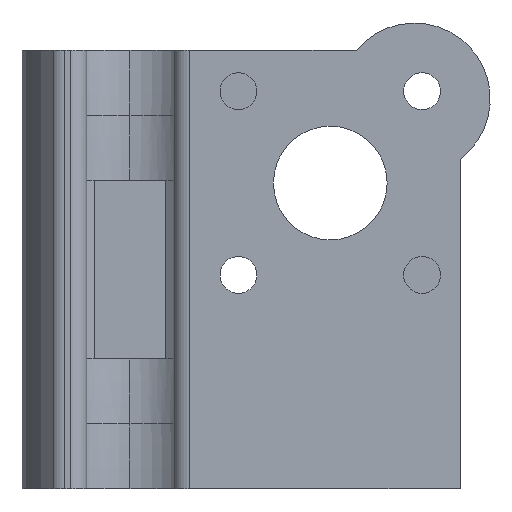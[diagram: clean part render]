
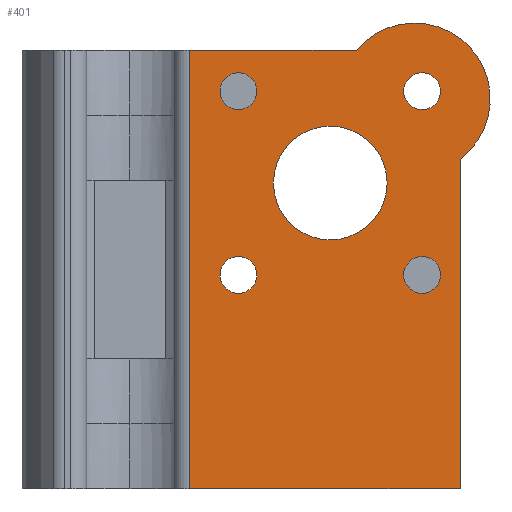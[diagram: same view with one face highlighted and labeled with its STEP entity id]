
A CAD part, left-side view. The second image highlights one B-rep face of the part: STEP entity #401.
In plain terms, the highlighted planar face has unit normal (-1, 0, 0).
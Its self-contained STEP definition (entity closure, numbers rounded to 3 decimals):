
#7 = EDGE_CURVE ( 'NONE', #1407, #1967, #1612, .T. ) ;
#21 = EDGE_CURVE ( 'NONE', #1967, #1407, #242, .T. ) ;
#25 = DIRECTION ( 'NONE',  ( 0., 0., 1. ) ) ;
#33 = CIRCLE ( 'NONE', #1191, 1.7 ) ;
#44 = CARTESIAN_POINT ( 'NONE',  ( -7.5, -10.015, 38.435 ) ) ;
#63 = CARTESIAN_POINT ( 'NONE',  ( -7.5, -5.5, 40.5 ) ) ;
#65 = DIRECTION ( 'NONE',  ( 0., 0., 1. ) ) ;
#98 = ORIENTED_EDGE ( 'NONE', *, *, #941, .T. ) ;
#102 = DIRECTION ( 'NONE',  ( 0., 0., 1. ) ) ;
#106 = EDGE_LOOP ( 'NONE', ( #1782, #1754 ) ) ;
#122 = EDGE_CURVE ( 'NONE', #966, #545, #1517, .T. ) ;
#124 = DIRECTION ( 'NONE',  ( -1., 0., 0. ) ) ;
#147 = CARTESIAN_POINT ( 'NONE',  ( -7.5, -5.5, 0. ) ) ;
#150 = ORIENTED_EDGE ( 'NONE', *, *, #1334, .F. ) ;
#155 = ORIENTED_EDGE ( 'NONE', *, *, #618, .T. ) ;
#186 = EDGE_CURVE ( 'NONE', #1800, #615, #445, .T. ) ;
#188 = VECTOR ( 'NONE', #649, 1000. ) ;
#198 = LINE ( 'NONE', #895, #1497 ) ;
#203 = ORIENTED_EDGE ( 'NONE', *, *, #122, .F. ) ;
#204 = DIRECTION ( 'NONE',  ( -1., 0., 0. ) ) ;
#206 = LINE ( 'NONE', #147, #188 ) ;
#212 = CARTESIAN_POINT ( 'NONE',  ( -7.5, -26.985, 35.035 ) ) ;
#224 = VERTEX_POINT ( 'NONE', #63 ) ;
#237 = DIRECTION ( 'NONE',  ( -1., 0., 0. ) ) ;
#242 = CIRCLE ( 'NONE', #725, 1.7 ) ;
#248 = EDGE_CURVE ( 'NONE', #545, #966, #1485, .T. ) ;
#255 = CARTESIAN_POINT ( 'NONE',  ( -7.5, -26.985, 36.735 ) ) ;
#291 = CARTESIAN_POINT ( 'NONE',  ( -7.5, 6.614, 0. ) ) ;
#309 = EDGE_CURVE ( 'NONE', #1309, #768, #1665, .T. ) ;
#324 = EDGE_CURVE ( 'NONE', #785, #1670, #1194, .T. ) ;
#342 = CARTESIAN_POINT ( 'NONE',  ( -7.5, -30.5, 0. ) ) ;
#358 = DIRECTION ( 'NONE',  ( 1., 0., 0. ) ) ;
#401 = ADVANCED_FACE ( 'NONE', ( #1533, #1538, #1541, #1543, #1547, #1549 ), #755, .F. ) ;
#408 = CIRCLE ( 'NONE', #1214, 5.25 ) ;
#410 = DIRECTION ( 'NONE',  ( 0., 0., -1. ) ) ;
#415 = CARTESIAN_POINT ( 'NONE',  ( -7.5, -26.278, 36.028 ) ) ;
#427 = DIRECTION ( 'NONE',  ( 0., 0., 1. ) ) ;
#445 = CIRCLE ( 'NONE', #965, 1.7 ) ;
#464 = DIRECTION ( 'NONE',  ( -1., 0., 0. ) ) ;
#470 = EDGE_CURVE ( 'NONE', #931, #1292, #33, .T. ) ;
#486 = EDGE_CURVE ( 'NONE', #1655, #670, #408, .T. ) ;
#528 = EDGE_LOOP ( 'NONE', ( #847, #1833 ) ) ;
#545 = VERTEX_POINT ( 'NONE', #788 ) ;
#560 = EDGE_CURVE ( 'NONE', #615, #1800, #1124, .T. ) ;
#602 = EDGE_LOOP ( 'NONE', ( #1845, #98, #1586, #155, #1704 ) ) ;
#603 = CARTESIAN_POINT ( 'NONE',  ( -7.5, -10.015, 35.035 ) ) ;
#605 = DIRECTION ( 'NONE',  ( -1., 0., 0. ) ) ;
#615 = VERTEX_POINT ( 'NONE', #212 ) ;
#618 = EDGE_CURVE ( 'NONE', #785, #1309, #1123, .T. ) ;
#625 = DIRECTION ( 'NONE',  ( -1., 0., 0. ) ) ;
#649 = DIRECTION ( 'NONE',  ( 0., 0., -1. ) ) ;
#659 = DIRECTION ( 'NONE',  ( 0., 0., 1. ) ) ;
#663 = CARTESIAN_POINT ( 'NONE',  ( -7.5, -18.5, 23. ) ) ;
#670 = VERTEX_POINT ( 'NONE', #663 ) ;
#679 = DIRECTION ( 'NONE',  ( 0., 0., 1. ) ) ;
#683 = DIRECTION ( 'NONE',  ( -1., 0., 0. ) ) ;
#685 = VECTOR ( 'NONE', #679, 1000. ) ;
#690 = DIRECTION ( 'NONE',  ( -1., 0., 0. ) ) ;
#719 = AXIS2_PLACEMENT_3D ( 'NONE', #1680, #1789, #1738 ) ;
#725 = AXIS2_PLACEMENT_3D ( 'NONE', #1569, #464, #1411 ) ;
#755 = PLANE ( 'NONE',  #1161 ) ;
#768 = VERTEX_POINT ( 'NONE', #1832 ) ;
#785 = VERTEX_POINT ( 'NONE', #342 ) ;
#788 = CARTESIAN_POINT ( 'NONE',  ( -7.5, -26.985, 18.065 ) ) ;
#789 = EDGE_CURVE ( 'NONE', #670, #1655, #1108, .T. ) ;
#831 = CARTESIAN_POINT ( 'NONE',  ( -7.5, -10.015, 18.065 ) ) ;
#833 = CARTESIAN_POINT ( 'NONE',  ( -7.5, -30.5, 0. ) ) ;
#835 = AXIS2_PLACEMENT_3D ( 'NONE', #1397, #683, #659 ) ;
#847 = ORIENTED_EDGE ( 'NONE', *, *, #7, .F. ) ;
#862 = ORIENTED_EDGE ( 'NONE', *, *, #186, .F. ) ;
#895 = CARTESIAN_POINT ( 'NONE',  ( -7.5, 6.614, 40.5 ) ) ;
#916 = CARTESIAN_POINT ( 'NONE',  ( -7.5, -26.985, 21.465 ) ) ;
#931 = VERTEX_POINT ( 'NONE', #603 ) ;
#936 = DIRECTION ( 'NONE',  ( 0., 1., 0. ) ) ;
#941 = EDGE_CURVE ( 'NONE', #224, #1670, #206, .T. ) ;
#965 = AXIS2_PLACEMENT_3D ( 'NONE', #1065, #1440, #102 ) ;
#966 = VERTEX_POINT ( 'NONE', #916 ) ;
#974 = DIRECTION ( 'NONE',  ( 0., 0., 1. ) ) ;
#986 = DIRECTION ( 'NONE',  ( 0., 1., 0. ) ) ;
#990 = AXIS2_PLACEMENT_3D ( 'NONE', #1131, #237, #65 ) ;
#1003 = DIRECTION ( 'NONE',  ( 0., 0., -1. ) ) ;
#1021 = CARTESIAN_POINT ( 'NONE',  ( -7.5, -26.985, 38.435 ) ) ;
#1044 = DIRECTION ( 'NONE',  ( 0., 0., 1. ) ) ;
#1065 = CARTESIAN_POINT ( 'NONE',  ( -7.5, -26.985, 36.735 ) ) ;
#1073 = AXIS2_PLACEMENT_3D ( 'NONE', #415, #605, #1003 ) ;
#1108 = CIRCLE ( 'NONE', #1414, 5.25 ) ;
#1123 = LINE ( 'NONE', #833, #685 ) ;
#1124 = CIRCLE ( 'NONE', #1284, 1.7 ) ;
#1131 = CARTESIAN_POINT ( 'NONE',  ( -7.5, -26.985, 19.765 ) ) ;
#1161 = AXIS2_PLACEMENT_3D ( 'NONE', #291, #358, #410 ) ;
#1191 = AXIS2_PLACEMENT_3D ( 'NONE', #1315, #625, #25 ) ;
#1194 = LINE ( 'NONE', #1878, #1786 ) ;
#1214 = AXIS2_PLACEMENT_3D ( 'NONE', #1694, #124, #1606 ) ;
#1233 = CARTESIAN_POINT ( 'NONE',  ( -7.5, -18.5, 33.5 ) ) ;
#1258 = CIRCLE ( 'NONE', #1638, 1.7 ) ;
#1284 = AXIS2_PLACEMENT_3D ( 'NONE', #255, #1930, #1044 ) ;
#1292 = VERTEX_POINT ( 'NONE', #44 ) ;
#1301 = CARTESIAN_POINT ( 'NONE',  ( -7.5, -18.5, 28.25 ) ) ;
#1309 = VERTEX_POINT ( 'NONE', #1372 ) ;
#1315 = CARTESIAN_POINT ( 'NONE',  ( -7.5, -10.015, 36.735 ) ) ;
#1334 = EDGE_CURVE ( 'NONE', #1292, #931, #1258, .T. ) ;
#1372 = CARTESIAN_POINT ( 'NONE',  ( -7.5, -30.5, 30.445 ) ) ;
#1397 = CARTESIAN_POINT ( 'NONE',  ( -7.5, -26.985, 19.765 ) ) ;
#1407 = VERTEX_POINT ( 'NONE', #1885 ) ;
#1411 = DIRECTION ( 'NONE',  ( 0., 0., 1. ) ) ;
#1414 = AXIS2_PLACEMENT_3D ( 'NONE', #1301, #690, #974 ) ;
#1439 = EDGE_CURVE ( 'NONE', #768, #224, #198, .T. ) ;
#1440 = DIRECTION ( 'NONE',  ( -1., 0., 0. ) ) ;
#1485 = CIRCLE ( 'NONE', #990, 1.7 ) ;
#1497 = VECTOR ( 'NONE', #936, 1000. ) ;
#1507 = CARTESIAN_POINT ( 'NONE',  ( -7.5, -10.015, 36.735 ) ) ;
#1517 = CIRCLE ( 'NONE', #835, 1.7 ) ;
#1533 = FACE_BOUND ( 'NONE', #1668, .T. ) ;
#1538 = FACE_BOUND ( 'NONE', #1732, .T. ) ;
#1541 = FACE_BOUND ( 'NONE', #528, .T. ) ;
#1543 = FACE_BOUND ( 'NONE', #1640, .T. ) ;
#1547 = FACE_OUTER_BOUND ( 'NONE', #602, .T. ) ;
#1549 = FACE_BOUND ( 'NONE', #106, .T. ) ;
#1569 = CARTESIAN_POINT ( 'NONE',  ( -7.5, -10.015, 19.765 ) ) ;
#1586 = ORIENTED_EDGE ( 'NONE', *, *, #324, .F. ) ;
#1606 = DIRECTION ( 'NONE',  ( 0., 0., 1. ) ) ;
#1612 = CIRCLE ( 'NONE', #719, 1.7 ) ;
#1638 = AXIS2_PLACEMENT_3D ( 'NONE', #1507, #204, #427 ) ;
#1640 = EDGE_LOOP ( 'NONE', ( #862, #1641 ) ) ;
#1641 = ORIENTED_EDGE ( 'NONE', *, *, #560, .F. ) ;
#1655 = VERTEX_POINT ( 'NONE', #1233 ) ;
#1665 = CIRCLE ( 'NONE', #1073, 7. ) ;
#1668 = EDGE_LOOP ( 'NONE', ( #150, #1688 ) ) ;
#1670 = VERTEX_POINT ( 'NONE', #1972 ) ;
#1680 = CARTESIAN_POINT ( 'NONE',  ( -7.5, -10.015, 19.765 ) ) ;
#1688 = ORIENTED_EDGE ( 'NONE', *, *, #470, .F. ) ;
#1694 = CARTESIAN_POINT ( 'NONE',  ( -7.5, -18.5, 28.25 ) ) ;
#1704 = ORIENTED_EDGE ( 'NONE', *, *, #309, .T. ) ;
#1732 = EDGE_LOOP ( 'NONE', ( #203, #1947 ) ) ;
#1738 = DIRECTION ( 'NONE',  ( 0., 0., 1. ) ) ;
#1754 = ORIENTED_EDGE ( 'NONE', *, *, #789, .F. ) ;
#1782 = ORIENTED_EDGE ( 'NONE', *, *, #486, .F. ) ;
#1786 = VECTOR ( 'NONE', #986, 1000. ) ;
#1789 = DIRECTION ( 'NONE',  ( -1., 0., 0. ) ) ;
#1800 = VERTEX_POINT ( 'NONE', #1021 ) ;
#1832 = CARTESIAN_POINT ( 'NONE',  ( -7.5, -20.893, 40.5 ) ) ;
#1833 = ORIENTED_EDGE ( 'NONE', *, *, #21, .F. ) ;
#1845 = ORIENTED_EDGE ( 'NONE', *, *, #1439, .T. ) ;
#1878 = CARTESIAN_POINT ( 'NONE',  ( -7.5, 6.614, 0. ) ) ;
#1885 = CARTESIAN_POINT ( 'NONE',  ( -7.5, -10.015, 21.465 ) ) ;
#1930 = DIRECTION ( 'NONE',  ( -1., 0., 0. ) ) ;
#1947 = ORIENTED_EDGE ( 'NONE', *, *, #248, .F. ) ;
#1967 = VERTEX_POINT ( 'NONE', #831 ) ;
#1972 = CARTESIAN_POINT ( 'NONE',  ( -7.5, -5.5, 0. ) ) ;
